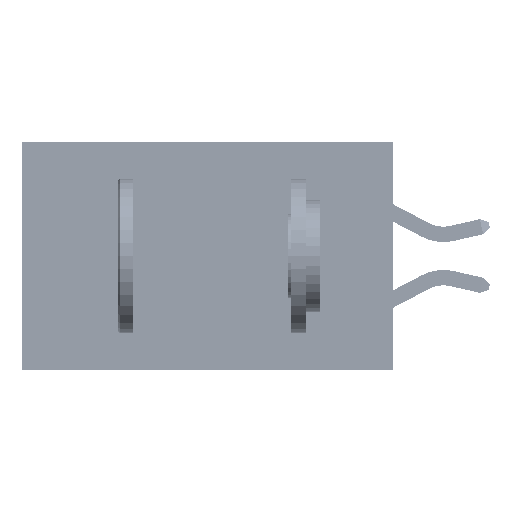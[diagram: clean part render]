
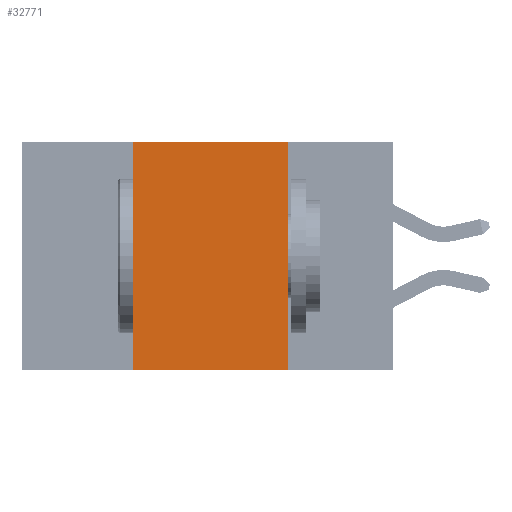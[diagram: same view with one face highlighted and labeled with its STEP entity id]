
A CAD part, left-side view. The second image highlights one B-rep face of the part: STEP entity #32771.
In plain terms, the highlighted planar face has unit normal (-1, 0, 0).
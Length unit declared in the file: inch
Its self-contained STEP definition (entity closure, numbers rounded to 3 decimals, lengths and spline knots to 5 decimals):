
#1114 = DIRECTION ( 'NONE',  ( 0., 0., -1. ) ) ;
#2933 = ORIENTED_EDGE ( 'NONE', *, *, #21732, .F. ) ;
#3922 = CARTESIAN_POINT ( 'NONE',  ( 0., 0.42, -0.37 ) ) ;
#5937 = VECTOR ( 'NONE', #1114, 39.37008 ) ;
#8383 = CARTESIAN_POINT ( 'NONE',  ( 0., 0.17, 0. ) ) ;
#8999 = VERTEX_POINT ( 'NONE', #32659 ) ;
#9560 = PLANE ( 'NONE',  #26840 ) ;
#10491 = EDGE_CURVE ( 'NONE', #40872, #8999, #17431, .T. ) ;
#12313 = ORIENTED_EDGE ( 'NONE', *, *, #26165, .T. ) ;
#13399 = LINE ( 'NONE', #32125, #31812 ) ;
#15056 = ORIENTED_EDGE ( 'NONE', *, *, #21861, .F. ) ;
#15934 = VERTEX_POINT ( 'NONE', #28499 ) ;
#16881 = VECTOR ( 'NONE', #34160, 39.37008 ) ;
#17345 = DIRECTION ( 'NONE',  ( 0., 0., 1. ) ) ;
#17431 = LINE ( 'NONE', #19364, #16881 ) ;
#17981 = EDGE_LOOP ( 'NONE', ( #2933, #43745, #15056, #12313 ) ) ;
#18623 = DIRECTION ( 'NONE',  ( 0., -1., 0. ) ) ;
#19364 = CARTESIAN_POINT ( 'NONE',  ( 0., 0.6, 0. ) ) ;
#21732 = EDGE_CURVE ( 'NONE', #8999, #15934, #34718, .T. ) ;
#21861 = EDGE_CURVE ( 'NONE', #34276, #40872, #13399, .T. ) ;
#23904 = LINE ( 'NONE', #37113, #45716 ) ;
#26165 = EDGE_CURVE ( 'NONE', #34276, #15934, #23904, .T. ) ;
#26840 = AXIS2_PLACEMENT_3D ( 'NONE', #38971, #39113, #38647 ) ;
#28499 = CARTESIAN_POINT ( 'NONE',  ( 0., 0.17, -0.37 ) ) ;
#28502 = CARTESIAN_POINT ( 'NONE',  ( 0., 0.42, 0. ) ) ;
#31812 = VECTOR ( 'NONE', #17345, 39.37008 ) ;
#32125 = CARTESIAN_POINT ( 'NONE',  ( 0., 0.42, 0. ) ) ;
#32659 = CARTESIAN_POINT ( 'NONE',  ( 0., 0.17, 0. ) ) ;
#32771 = ADVANCED_FACE ( 'NONE', ( #45393 ), #9560, .F. ) ;
#34160 = DIRECTION ( 'NONE',  ( 0., -1., 0. ) ) ;
#34276 = VERTEX_POINT ( 'NONE', #3922 ) ;
#34718 = LINE ( 'NONE', #8383, #5937 ) ;
#37113 = CARTESIAN_POINT ( 'NONE',  ( 0., 0.6, -0.37 ) ) ;
#38647 = DIRECTION ( 'NONE',  ( 0., 0., -1. ) ) ;
#38971 = CARTESIAN_POINT ( 'NONE',  ( 0., 0.6, 0. ) ) ;
#39113 = DIRECTION ( 'NONE',  ( 1., 0., 0. ) ) ;
#40872 = VERTEX_POINT ( 'NONE', #28502 ) ;
#43745 = ORIENTED_EDGE ( 'NONE', *, *, #10491, .F. ) ;
#45393 = FACE_OUTER_BOUND ( 'NONE', #17981, .T. ) ;
#45716 = VECTOR ( 'NONE', #18623, 39.37008 ) ;
